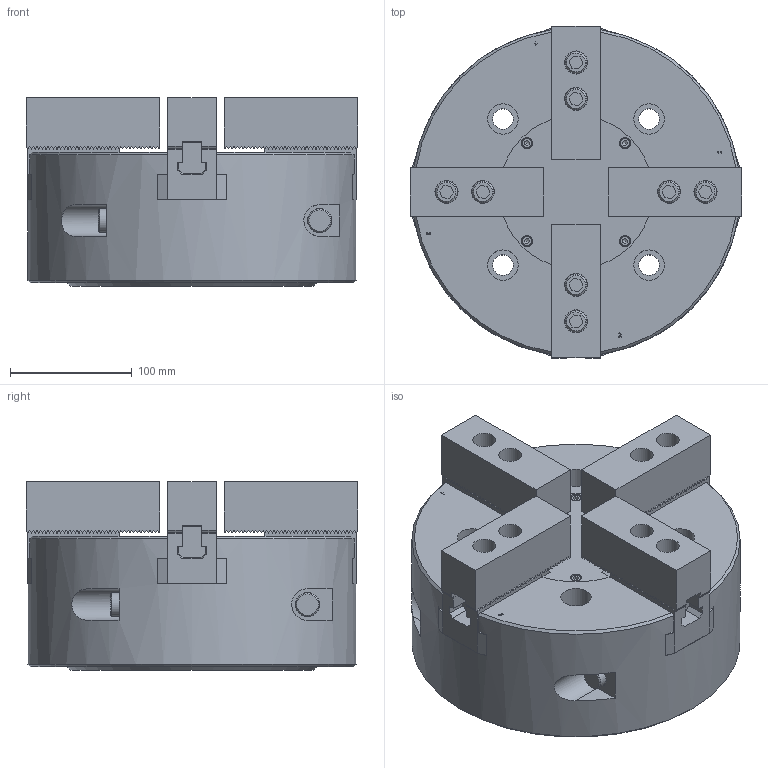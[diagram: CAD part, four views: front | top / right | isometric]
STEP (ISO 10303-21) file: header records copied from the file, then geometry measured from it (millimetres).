
FILE_DESCRIPTION(/* description */ ('Unknown'),/* implementation_level */ '2;1');
FILE_NAME(/* name */ 'HW10-Solid',/* time_stamp */ '2019-08-15T16:19:04+01:00',/* author */ ('Unknown'),/* organization */ ('Unknown'),/* preprocessor_version */ 'ST-DEVELOPER v16.7',/* originating_system */ 'DEX',/* authorisation */ $);
FILE_SCHEMA (('AUTOMOTIVE_DESIGN {1 0 10303 214 3 1 1}'));
Products named in the file (1): HW10_mid stroke
Bounding box: 273 x 273 x 155 mm (x, y, z)
Volume: 5913214 mm3; surface area: 783487.1 mm2
Topology: 36 solids, 36 shells, 3055 faces, 8715 edges, 5783 vertices
Faces by surface type: plane 2266, cylinder 675, cone 67, bspline 31, torus 16
Full cylindrical faces by diameter (mm): 4.134 x4, 5 x4, 5.5 x4, 8.5 x4, 9.5 x4, 10.3 x8, 11.701 x8, 13 x8, 17 x4, 18 x8, 19 x8, 19.6 x8, 20 x20, 25 x4, 42 x1, 58 x1, 60 x1, 61.505 x1, 69 x1, 82 x1, 103 x2, 120 x1, 270 x1
Entity records: 98028 total; most frequent: CARTESIAN_POINT 17945, ORIENTED_EDGE 16952, DIRECTION 15875, EDGE_CURVE 8476, LINE 6897, VECTOR 6897, VERTEX_POINT 5739, AXIS2_PLACEMENT_3D 4489
